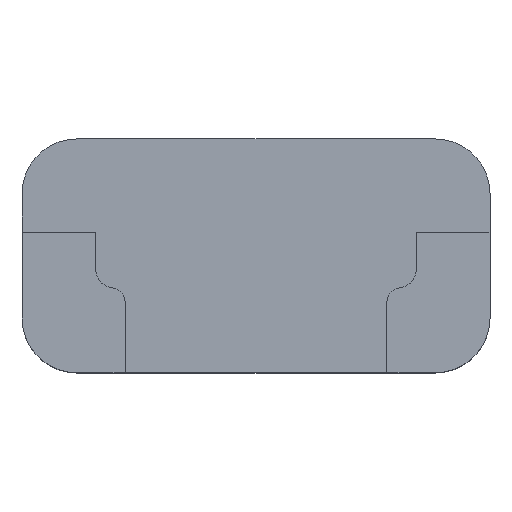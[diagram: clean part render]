
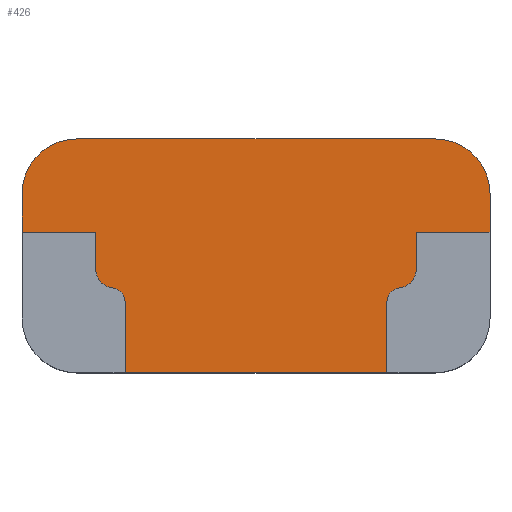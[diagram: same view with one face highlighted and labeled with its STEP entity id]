
A CAD part, top view. The second image highlights one B-rep face of the part: STEP entity #426.
In plain terms, the highlighted planar face has unit normal (0, 0, 1).
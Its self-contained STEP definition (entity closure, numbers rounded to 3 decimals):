
#25 = VERTEX_POINT ( 'NONE', #1055 ) ;
#32 = EDGE_CURVE ( 'NONE', #641, #796, #751, .T. ) ;
#41 = CARTESIAN_POINT ( 'NONE',  ( -6.7, 0.68, 2.02 ) ) ;
#94 = AXIS2_PLACEMENT_3D ( 'NONE', #1040, #685, #536 ) ;
#99 = CARTESIAN_POINT ( 'NONE',  ( 5.131, -3.35, 2.02 ) ) ;
#102 = ORIENTED_EDGE ( 'NONE', *, *, #104, .T. ) ;
#104 = EDGE_CURVE ( 'NONE', #760, #228, #386, .T. ) ;
#106 = CARTESIAN_POINT ( 'NONE',  ( -4.102, -0.921, 2.02 ) ) ;
#113 = VERTEX_POINT ( 'NONE', #1084 ) ;
#118 = DIRECTION ( 'NONE',  ( 0., -1., 0. ) ) ;
#124 = LINE ( 'NONE', #897, #461 ) ;
#134 = ORIENTED_EDGE ( 'NONE', *, *, #645, .T. ) ;
#163 = PLANE ( 'NONE',  #323 ) ;
#167 = CARTESIAN_POINT ( 'NONE',  ( -6.7, 0.68, 2.02 ) ) ;
#169 = CARTESIAN_POINT ( 'NONE',  ( -5.131, -1.781, 2.02 ) ) ;
#181 = DIRECTION ( 'NONE',  ( -1., 0., 0. ) ) ;
#182 = ORIENTED_EDGE ( 'NONE', *, *, #675, .T. ) ;
#189 = LINE ( 'NONE', #793, #779 ) ;
#199 = ORIENTED_EDGE ( 'NONE', *, *, #432, .F. ) ;
#208 = DIRECTION ( 'NONE',  ( 0., 0., 1. ) ) ;
#210 = VERTEX_POINT ( 'NONE', #483 ) ;
#228 = VERTEX_POINT ( 'NONE', #747 ) ;
#240 = VECTOR ( 'NONE', #420, 1000. ) ;
#241 = ORIENTED_EDGE ( 'NONE', *, *, #1136, .T. ) ;
#243 = FACE_OUTER_BOUND ( 'NONE', #1064, .T. ) ;
#244 = CARTESIAN_POINT ( 'NONE',  ( 4.586, 0.68, 2.02 ) ) ;
#250 = DIRECTION ( 'NONE',  ( 0., 0., -1. ) ) ;
#251 = CIRCLE ( 'NONE', #1142, 1.569 ) ;
#253 = AXIS2_PLACEMENT_3D ( 'NONE', #737, #444, #181 ) ;
#262 = DIRECTION ( 'NONE',  ( 0., 0., -1. ) ) ;
#264 = DIRECTION ( 'NONE',  ( 1., 0., 0. ) ) ;
#269 = CARTESIAN_POINT ( 'NONE',  ( 5.131, 3.35, 2.02 ) ) ;
#276 = LINE ( 'NONE', #269, #1005 ) ;
#294 = CIRCLE ( 'NONE', #1046, 0.534 ) ;
#303 = EDGE_CURVE ( 'NONE', #25, #562, #407, .T. ) ;
#323 = AXIS2_PLACEMENT_3D ( 'NONE', #169, #262, #959 ) ;
#327 = CARTESIAN_POINT ( 'NONE',  ( -5.131, 3.35, 2.02 ) ) ;
#359 = DIRECTION ( 'NONE',  ( 1., 0., 0. ) ) ;
#365 = CARTESIAN_POINT ( 'NONE',  ( -4.586, 0.68, 2.02 ) ) ;
#386 = LINE ( 'NONE', #99, #513 ) ;
#407 = LINE ( 'NONE', #493, #1014 ) ;
#410 = VERTEX_POINT ( 'NONE', #611 ) ;
#415 = ORIENTED_EDGE ( 'NONE', *, *, #1102, .T. ) ;
#416 = CARTESIAN_POINT ( 'NONE',  ( -3.749, -1.309, 2.02 ) ) ;
#420 = DIRECTION ( 'NONE',  ( 0., 1., 0. ) ) ;
#426 = ADVANCED_FACE ( 'NONE', ( #243 ), #163, .F. ) ;
#432 = EDGE_CURVE ( 'NONE', #760, #641, #622, .T. ) ;
#439 = CARTESIAN_POINT ( 'NONE',  ( 6.7, 1.781, 2.02 ) ) ;
#444 = DIRECTION ( 'NONE',  ( 0., 0., 1. ) ) ;
#446 = VECTOR ( 'NONE', #1037, 1000. ) ;
#447 = VERTEX_POINT ( 'NONE', #970 ) ;
#461 = VECTOR ( 'NONE', #826, 1000. ) ;
#463 = CARTESIAN_POINT ( 'NONE',  ( -3.749, -3.35, 2.02 ) ) ;
#467 = AXIS2_PLACEMENT_3D ( 'NONE', #870, #250, #1132 ) ;
#474 = VECTOR ( 'NONE', #767, 1000. ) ;
#483 = CARTESIAN_POINT ( 'NONE',  ( 4.586, 0.68, 2.02 ) ) ;
#493 = CARTESIAN_POINT ( 'NONE',  ( 6.7, -1.781, 2.02 ) ) ;
#504 = AXIS2_PLACEMENT_3D ( 'NONE', #639, #799, #359 ) ;
#513 = VECTOR ( 'NONE', #264, 1000. ) ;
#514 = ORIENTED_EDGE ( 'NONE', *, *, #748, .T. ) ;
#520 = ORIENTED_EDGE ( 'NONE', *, *, #998, .F. ) ;
#531 = CIRCLE ( 'NONE', #94, 1.569 ) ;
#536 = DIRECTION ( 'NONE',  ( -1., 0., 0. ) ) ;
#546 = VERTEX_POINT ( 'NONE', #327 ) ;
#547 = DIRECTION ( 'NONE',  ( 1., 0., 0. ) ) ;
#562 = VERTEX_POINT ( 'NONE', #439 ) ;
#570 = VERTEX_POINT ( 'NONE', #167 ) ;
#584 = VECTOR ( 'NONE', #1093, 1000. ) ;
#596 = CARTESIAN_POINT ( 'NONE',  ( 6.7, 0.68, 2.02 ) ) ;
#604 = ORIENTED_EDGE ( 'NONE', *, *, #32, .F. ) ;
#611 = CARTESIAN_POINT ( 'NONE',  ( 4.586, -0.39, 2.02 ) ) ;
#622 = LINE ( 'NONE', #805, #640 ) ;
#625 = EDGE_CURVE ( 'NONE', #228, #976, #704, .T. ) ;
#632 = DIRECTION ( 'NONE',  ( -1., 0., 0. ) ) ;
#639 = CARTESIAN_POINT ( 'NONE',  ( -4.052, -0.39, 2.02 ) ) ;
#640 = VECTOR ( 'NONE', #708, 1000. ) ;
#641 = VERTEX_POINT ( 'NONE', #416 ) ;
#645 = EDGE_CURVE ( 'NONE', #976, #447, #924, .T. ) ;
#648 = VERTEX_POINT ( 'NONE', #670 ) ;
#652 = ORIENTED_EDGE ( 'NONE', *, *, #869, .F. ) ;
#659 = LINE ( 'NONE', #41, #584 ) ;
#662 = EDGE_CURVE ( 'NONE', #210, #25, #778, .T. ) ;
#670 = CARTESIAN_POINT ( 'NONE',  ( -6.7, 1.781, 2.02 ) ) ;
#675 = EDGE_CURVE ( 'NONE', #410, #210, #852, .T. ) ;
#685 = DIRECTION ( 'NONE',  ( 0., 0., 1. ) ) ;
#694 = ORIENTED_EDGE ( 'NONE', *, *, #798, .F. ) ;
#703 = ORIENTED_EDGE ( 'NONE', *, *, #1016, .T. ) ;
#704 = LINE ( 'NONE', #1141, #474 ) ;
#708 = DIRECTION ( 'NONE',  ( 0., 1., 0. ) ) ;
#731 = CARTESIAN_POINT ( 'NONE',  ( 4.052, -0.39, 2.02 ) ) ;
#737 = CARTESIAN_POINT ( 'NONE',  ( -4.138, -1.309, 2.02 ) ) ;
#747 = CARTESIAN_POINT ( 'NONE',  ( 3.749, -3.35, 2.02 ) ) ;
#748 = EDGE_CURVE ( 'NONE', #648, #570, #189, .T. ) ;
#751 = CIRCLE ( 'NONE', #253, 0.389 ) ;
#760 = VERTEX_POINT ( 'NONE', #463 ) ;
#767 = DIRECTION ( 'NONE',  ( 0., 1., 0. ) ) ;
#778 = LINE ( 'NONE', #596, #446 ) ;
#779 = VECTOR ( 'NONE', #118, 1000. ) ;
#793 = CARTESIAN_POINT ( 'NONE',  ( -6.7, -1.781, 2.02 ) ) ;
#795 = ORIENTED_EDGE ( 'NONE', *, *, #625, .T. ) ;
#796 = VERTEX_POINT ( 'NONE', #106 ) ;
#798 = EDGE_CURVE ( 'NONE', #796, #1134, #1096, .T. ) ;
#799 = DIRECTION ( 'NONE',  ( 0., 0., -1. ) ) ;
#805 = CARTESIAN_POINT ( 'NONE',  ( -3.749, -1.309, 2.02 ) ) ;
#826 = DIRECTION ( 'NONE',  ( 0., 1., 0. ) ) ;
#842 = ORIENTED_EDGE ( 'NONE', *, *, #868, .T. ) ;
#845 = ORIENTED_EDGE ( 'NONE', *, *, #303, .T. ) ;
#851 = DIRECTION ( 'NONE',  ( 0., 1., 0. ) ) ;
#852 = LINE ( 'NONE', #244, #240 ) ;
#868 = EDGE_CURVE ( 'NONE', #113, #546, #276, .T. ) ;
#869 = EDGE_CURVE ( 'NONE', #1134, #1020, #124, .T. ) ;
#870 = CARTESIAN_POINT ( 'NONE',  ( 4.138, -1.309, 2.02 ) ) ;
#890 = DIRECTION ( 'NONE',  ( 0., 0., 1. ) ) ;
#891 = DIRECTION ( 'NONE',  ( -1., 0., 0. ) ) ;
#897 = CARTESIAN_POINT ( 'NONE',  ( -4.586, 0.68, 2.02 ) ) ;
#924 = CIRCLE ( 'NONE', #467, 0.389 ) ;
#959 = DIRECTION ( 'NONE',  ( -1., 0., 0. ) ) ;
#970 = CARTESIAN_POINT ( 'NONE',  ( 4.102, -0.921, 2.02 ) ) ;
#976 = VERTEX_POINT ( 'NONE', #1126 ) ;
#995 = CARTESIAN_POINT ( 'NONE',  ( -5.131, 1.781, 2.02 ) ) ;
#998 = EDGE_CURVE ( 'NONE', #1020, #570, #659, .T. ) ;
#1005 = VECTOR ( 'NONE', #891, 1000. ) ;
#1014 = VECTOR ( 'NONE', #851, 1000. ) ;
#1016 = EDGE_CURVE ( 'NONE', #562, #113, #531, .T. ) ;
#1020 = VERTEX_POINT ( 'NONE', #365 ) ;
#1037 = DIRECTION ( 'NONE',  ( 1., 0., 0. ) ) ;
#1040 = CARTESIAN_POINT ( 'NONE',  ( 5.131, 1.781, 2.02 ) ) ;
#1046 = AXIS2_PLACEMENT_3D ( 'NONE', #731, #890, #632 ) ;
#1055 = CARTESIAN_POINT ( 'NONE',  ( 6.7, 0.68, 2.02 ) ) ;
#1064 = EDGE_LOOP ( 'NONE', ( #182, #1115, #845, #703, #842, #241, #514, #520, #652, #694, #604, #199, #102, #795, #134, #415 ) ) ;
#1083 = CARTESIAN_POINT ( 'NONE',  ( -4.586, -0.39, 2.02 ) ) ;
#1084 = CARTESIAN_POINT ( 'NONE',  ( 5.131, 3.35, 2.02 ) ) ;
#1093 = DIRECTION ( 'NONE',  ( -1., 0., 0. ) ) ;
#1096 = CIRCLE ( 'NONE', #504, 0.534 ) ;
#1102 = EDGE_CURVE ( 'NONE', #447, #410, #294, .T. ) ;
#1115 = ORIENTED_EDGE ( 'NONE', *, *, #662, .T. ) ;
#1126 = CARTESIAN_POINT ( 'NONE',  ( 3.749, -1.309, 2.02 ) ) ;
#1132 = DIRECTION ( 'NONE',  ( 1., 0., 0. ) ) ;
#1134 = VERTEX_POINT ( 'NONE', #1083 ) ;
#1136 = EDGE_CURVE ( 'NONE', #546, #648, #251, .T. ) ;
#1141 = CARTESIAN_POINT ( 'NONE',  ( 3.749, -1.309, 2.02 ) ) ;
#1142 = AXIS2_PLACEMENT_3D ( 'NONE', #995, #208, #547 ) ;
